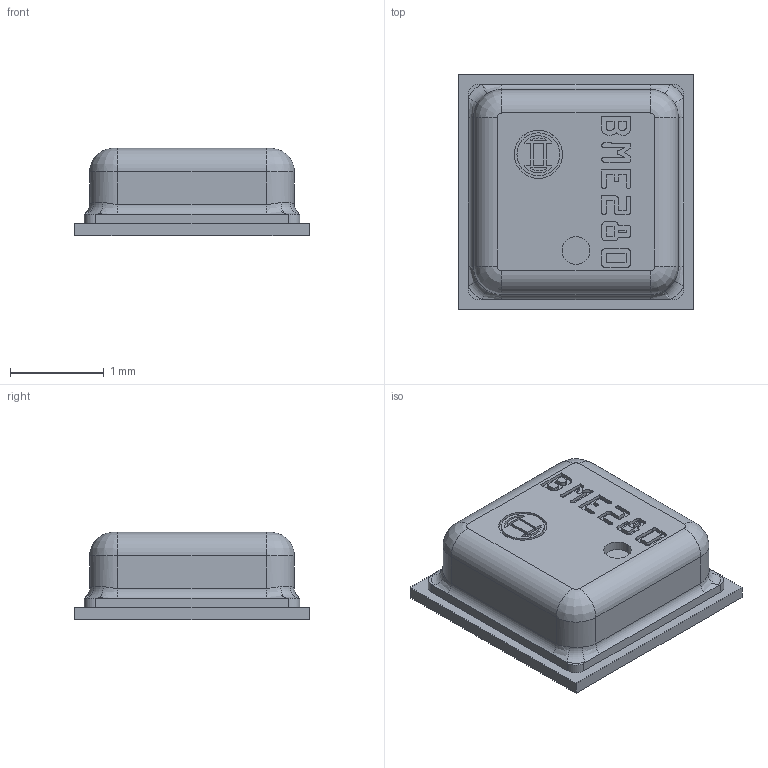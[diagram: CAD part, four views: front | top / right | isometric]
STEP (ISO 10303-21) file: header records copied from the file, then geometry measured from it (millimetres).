
FILE_DESCRIPTION(('FreeCAD Model'),'2;1');
FILE_NAME('BME280.step','2018-08-02T21:01:47',( 'kicad StepUp'),('ksu MCAD'),'Open CASCADE STEP processor 6.8', 'FreeCAD','Unknown');
FILE_SCHEMA(('AUTOMOTIVE_DESIGN_CC2 { 1 2 10303 214 -1 1 5 4 }'));
Length unit declared in the file: millimetre
Products named in the file (1): BME280
Bounding box: 2.5 x 2.5 x 0.93 mm (x, y, z)
Volume: 4.5 mm3; surface area: 19.8 mm2
Topology: 1 solids, 1 shells, 291 faces, 756 edges, 496 vertices
Faces by surface type: plane 194, bspline 59, cylinder 30, torus 4, revolution 4
Entity records: 12435 total; most frequent: CARTESIAN_POINT 3575, ORIENTED_EDGE 1512, DIRECTION 1184, EDGE_CURVE 756, LINE 570, VECTOR 570, VERTEX_POINT 496, FACE_BOUND 320
